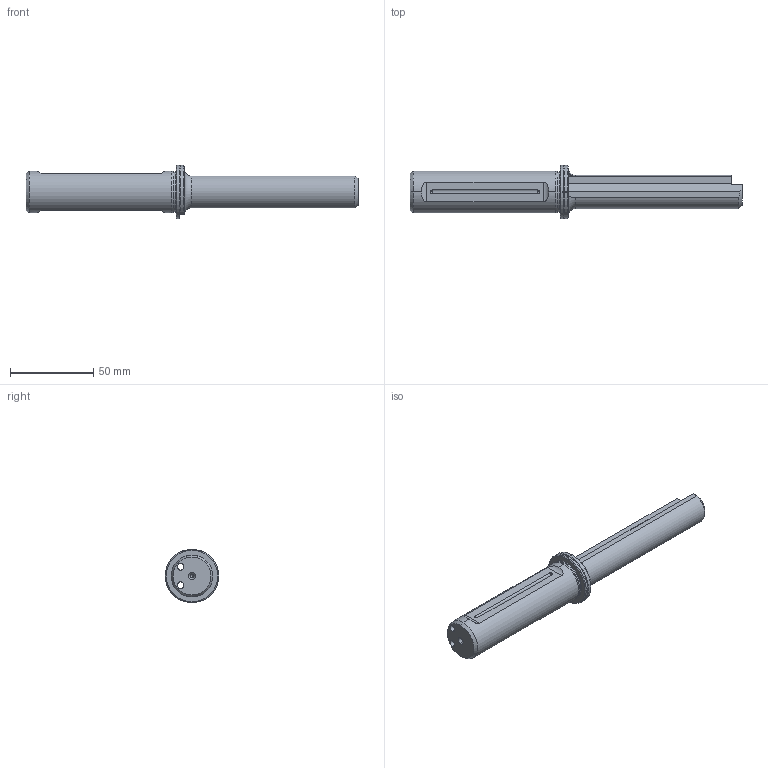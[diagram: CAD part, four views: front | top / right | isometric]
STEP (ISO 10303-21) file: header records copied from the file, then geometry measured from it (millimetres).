
FILE_DESCRIPTION (( 'STEP AP203' ), '1' );
FILE_NAME ('UT-8-25-L.STEP', '2023-07-17T07:20:15', ( 'TECNICO' ), ( '' ), 'SwSTEP 2.0', 'SolidWorks 2020', '' );
FILE_SCHEMA (( 'CONFIG_CONTROL_DESIGN' ));
Length unit declared in the file: millimetre
Products named in the file (1): UT-8-25-L
Bounding box: 199 x 32 x 32 mm (x, y, z)
Volume: 70028.6 mm3; surface area: 18045.2 mm2
Topology: 1 solids, 1 shells, 107 faces, 266 edges, 160 vertices
Faces by surface type: plane 35, cylinder 32, cone 23, torus 9, sphere 8
Entity records: 3461 total; most frequent: CARTESIAN_POINT 862, DIRECTION 538, ORIENTED_EDGE 524, EDGE_CURVE 262, AXIS2_PLACEMENT_3D 208, VERTEX_POINT 160, VECTOR 122, LINE 122
